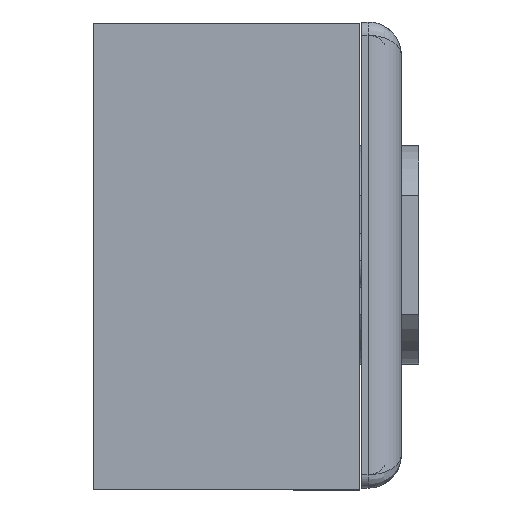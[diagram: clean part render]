
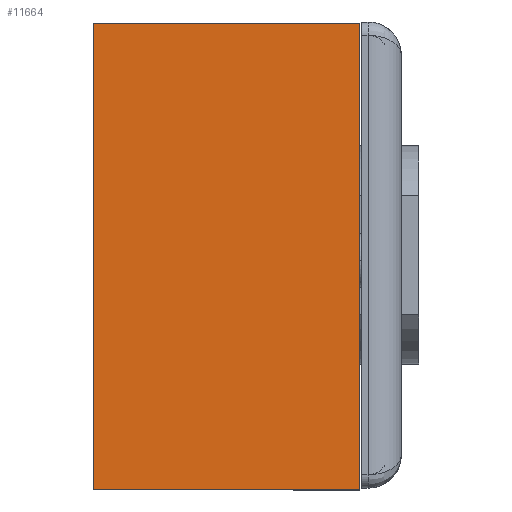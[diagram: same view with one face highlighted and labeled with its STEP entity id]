
A CAD part, left-side view. The second image highlights one B-rep face of the part: STEP entity #11664.
In plain terms, the highlighted face is planar.
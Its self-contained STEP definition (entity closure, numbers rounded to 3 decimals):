
#11664 = ADVANCED_FACE('',(#11665),#11699,.T.);
#11665 = FACE_BOUND('',#11666,.T.);
#11666 = EDGE_LOOP('',(#11667,#11677,#11685,#11693));
#11667 = ORIENTED_EDGE('',*,*,#11668,.T.);
#11668 = EDGE_CURVE('',#11669,#11671,#11673,.T.);
#11669 = VERTEX_POINT('',#11670);
#11670 = CARTESIAN_POINT('',(-5.373,76.705,0.));
#11671 = VERTEX_POINT('',#11672);
#11672 = CARTESIAN_POINT('',(-5.373,76.705,40.));
#11673 = LINE('',#11674,#11675);
#11674 = CARTESIAN_POINT('',(-5.373,76.705,0.));
#11675 = VECTOR('',#11676,1.);
#11676 = DIRECTION('',(0.,0.,1.));
#11677 = ORIENTED_EDGE('',*,*,#11678,.T.);
#11678 = EDGE_CURVE('',#11671,#11679,#11681,.T.);
#11679 = VERTEX_POINT('',#11680);
#11680 = CARTESIAN_POINT('',(-5.373,6.705,40.));
#11681 = LINE('',#11682,#11683);
#11682 = CARTESIAN_POINT('',(-5.373,76.705,40.));
#11683 = VECTOR('',#11684,1.);
#11684 = DIRECTION('',(0.,-1.,0.));
#11685 = ORIENTED_EDGE('',*,*,#11686,.F.);
#11686 = EDGE_CURVE('',#11687,#11679,#11689,.T.);
#11687 = VERTEX_POINT('',#11688);
#11688 = CARTESIAN_POINT('',(-5.373,6.705,0.));
#11689 = LINE('',#11690,#11691);
#11690 = CARTESIAN_POINT('',(-5.373,6.705,0.));
#11691 = VECTOR('',#11692,1.);
#11692 = DIRECTION('',(0.,0.,1.));
#11693 = ORIENTED_EDGE('',*,*,#11694,.F.);
#11694 = EDGE_CURVE('',#11669,#11687,#11695,.T.);
#11695 = LINE('',#11696,#11697);
#11696 = CARTESIAN_POINT('',(-5.373,76.705,0.));
#11697 = VECTOR('',#11698,1.);
#11698 = DIRECTION('',(0.,-1.,0.));
#11699 = PLANE('',#11700);
#11700 = AXIS2_PLACEMENT_3D('',#11701,#11702,#11703);
#11701 = CARTESIAN_POINT('',(-5.373,76.705,0.));
#11702 = DIRECTION('',(1.,0.,0.));
#11703 = DIRECTION('',(0.,-1.,0.));
